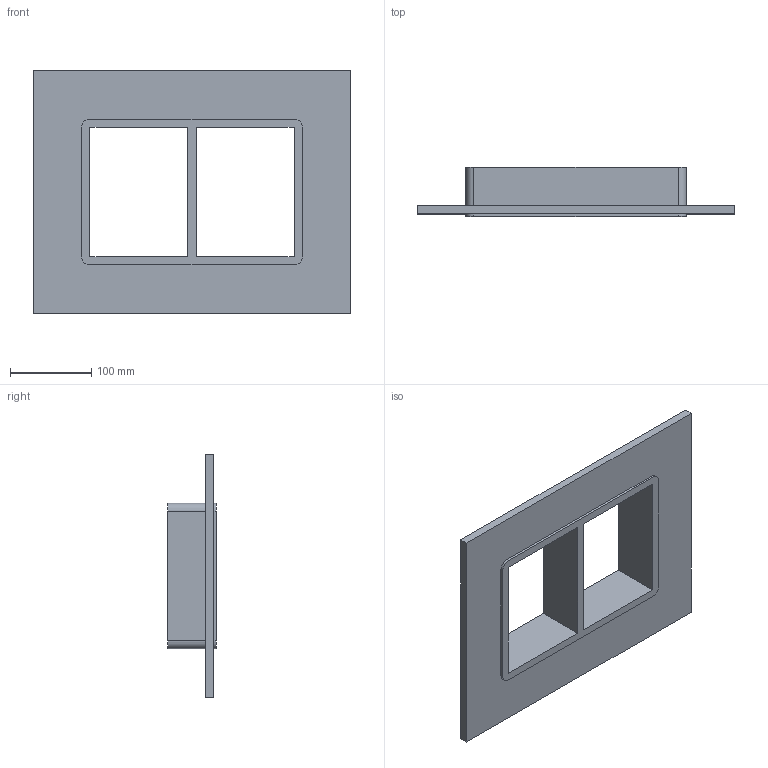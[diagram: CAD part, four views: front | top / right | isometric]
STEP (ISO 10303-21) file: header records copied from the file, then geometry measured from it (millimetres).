
FILE_DESCRIPTION((''),'2;1');
FILE_NAME('SF4X2.stp','2013-06-28T14:18:34',(''),(''),'Autodesk Inventor 2013','Autodesk Inventor 2013','');
FILE_SCHEMA(('AUTOMOTIVE_DESIGN { 1 0 10303 214 1 1 1 1 }'));
Length unit declared in the file: millimetre
Products named in the file (1): roxtec S_SF_G
Bounding box: 391 x 60 x 299.5 mm (x, y, z)
Volume: 1292608 mm3; surface area: 282531.6 mm2
Topology: 1 solids, 1 shells, 32 faces, 84 edges, 56 vertices
Faces by surface type: plane 24, cylinder 8
Entity records: 1018 total; most frequent: CARTESIAN_POINT 173, ORIENTED_EDGE 168, DIRECTION 166, EDGE_CURVE 84, VECTOR 68, LINE 68, VERTEX_POINT 56, AXIS2_PLACEMENT_3D 49
